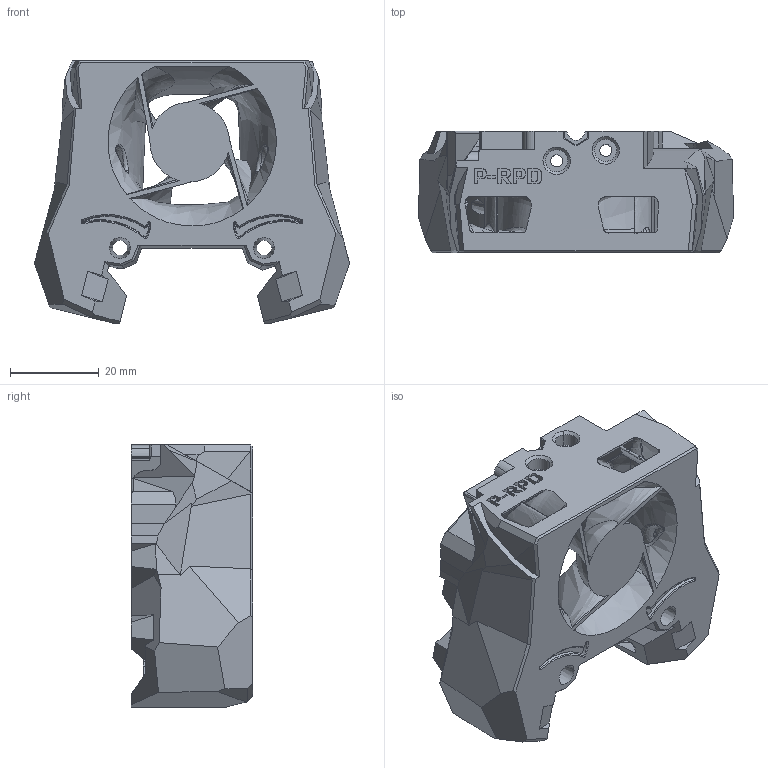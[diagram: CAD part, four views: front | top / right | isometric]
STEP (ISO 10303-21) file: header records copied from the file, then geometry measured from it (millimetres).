
FILE_DESCRIPTION(('STEP AP214'),'1');
FILE_NAME('SBRapido TH Front_cutter.stp','2023-06-20T03:04:56',(' '),(' '),'Spatial InterOp 3D',' ',' ');
FILE_SCHEMA(('AUTOMOTIVE_DESIGN { 1 0 10303 214 1 1 1 1 }'));
Length unit declared in the file: metre
Products named in the file (1): Solid
Bounding box: 71.07 x 27.4 x 59.13 mm (x, y, z)
Volume: 40096.7 mm3; surface area: 23625 mm2
Topology: 1 solids, 1 shells, 596 faces, 1873 edges, 1259 vertices
Faces by surface type: plane 293, bspline 174, cylinder 67, cone 60, sphere 2
Entity records: 41815 total; most frequent: CARTESIAN_POINT 27101, ORIENTED_EDGE 3676, DIRECTION 2108, EDGE_CURVE 1838, VERTEX_POINT 1259, LINE 888, VECTOR 888, B_SPLINE_CURVE_WITH_KNOTS 760
